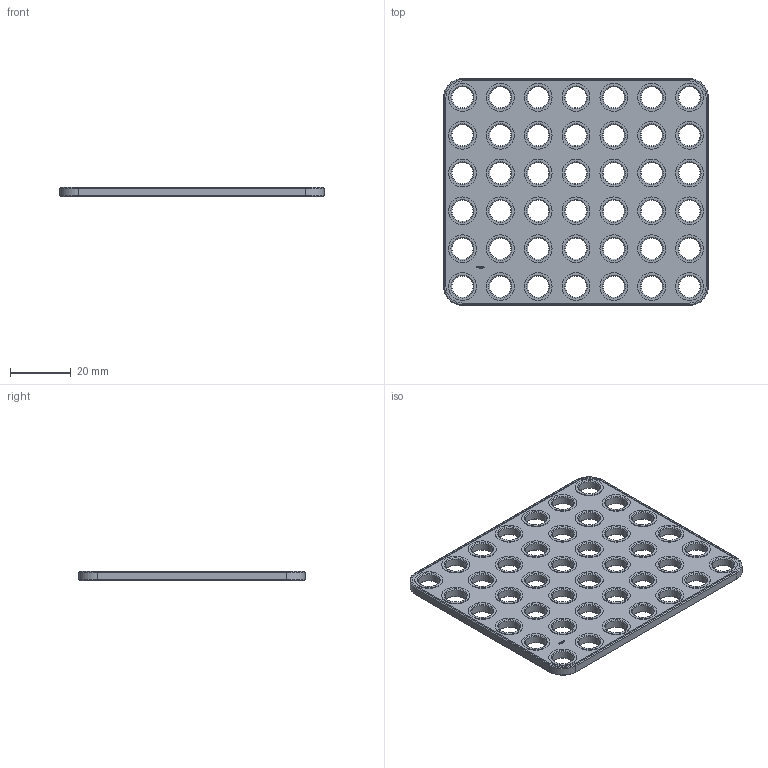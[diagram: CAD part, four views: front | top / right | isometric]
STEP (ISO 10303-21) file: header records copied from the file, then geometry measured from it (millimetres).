
FILE_DESCRIPTION(('FreeCAD Model'),'2;1');
FILE_NAME('Open CASCADE Shape Model','2024-10-08T01:34:52',(''),(''), 'Open CASCADE STEP processor 7.7','FreeCAD','Unknown');
FILE_SCHEMA(('AUTOMOTIVE_DESIGN { 1 0 10303 214 1 1 1 1 }'));
Length unit declared in the file: millimetre
Products named in the file (1): Plate RCT CRNR BU07x06x00.25 - SPN-PLT-0099 (stemfie.org)
Bounding box: 87.5 x 75 x 3.12 mm (x, y, z)
Volume: 14540.7 mm3; surface area: 13573.8 mm2
Topology: 1 solids, 1 shells, 722 faces, 1832 edges, 1188 vertices
Faces by surface type: plane 356, extrusion 182, cylinder 92, cone 92
Full cylindrical faces by diameter (mm): 7 x42, 9.2 x42
Entity records: 22360 total; most frequent: CARTESIAN_POINT 5229, ORIENTED_EDGE 3664, DIRECTION 3008, EDGE_CURVE 1832, VECTOR 1374, LINE 1192, VERTEX_POINT 1188, FACE_BOUND 882
